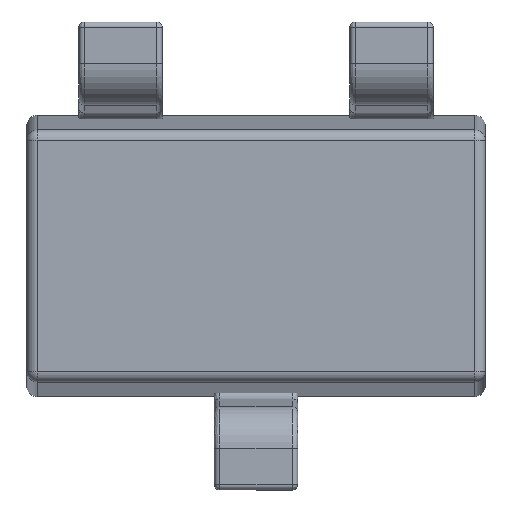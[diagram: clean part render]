
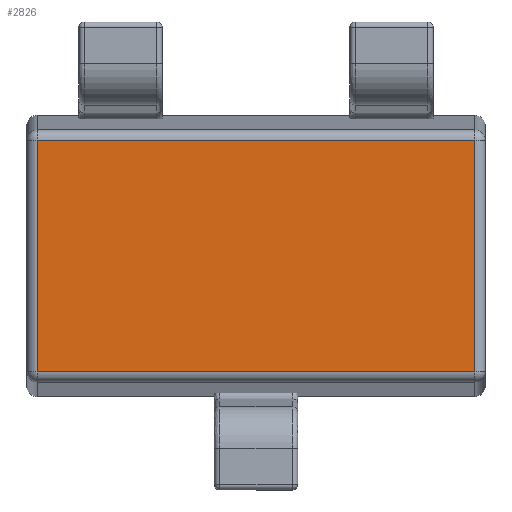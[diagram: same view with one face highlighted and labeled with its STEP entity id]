
A CAD part, front view. The second image highlights one B-rep face of the part: STEP entity #2826.
In plain terms, the highlighted planar face has unit normal (0, -1, 0).
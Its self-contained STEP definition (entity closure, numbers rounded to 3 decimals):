
#17 = VECTOR ( 'NONE', #2399, 1000. ) ;
#147 = EDGE_LOOP ( 'NONE', ( #694, #696, #1087, #697 ) ) ;
#187 = VECTOR ( 'NONE', #2463, 1000. ) ;
#384 = AXIS2_PLACEMENT_3D ( 'NONE', #3370, #3376, #3377 ) ;
#694 = ORIENTED_EDGE ( 'NONE', *, *, #2699, .T. ) ;
#696 = ORIENTED_EDGE ( 'NONE', *, *, #2702, .T. ) ;
#697 = ORIENTED_EDGE ( 'NONE', *, *, #2716, .T. ) ;
#827 = VERTEX_POINT ( 'NONE', #2206 ) ;
#852 = VERTEX_POINT ( 'NONE', #2231 ) ;
#861 = VERTEX_POINT ( 'NONE', #2240 ) ;
#869 = VERTEX_POINT ( 'NONE', #2248 ) ;
#1087 = ORIENTED_EDGE ( 'NONE', *, *, #2737, .T. ) ;
#1203 = VECTOR ( 'NONE', #2357, 1000. ) ;
#1216 = VECTOR ( 'NONE', #2350, 1000. ) ;
#2206 = CARTESIAN_POINT ( 'NONE',  ( 1.05, 0.1, 0.555 ) ) ;
#2231 = CARTESIAN_POINT ( 'NONE',  ( 1.05, 0.1, -0.555 ) ) ;
#2240 = CARTESIAN_POINT ( 'NONE',  ( -1.05, 0.1, -0.555 ) ) ;
#2248 = CARTESIAN_POINT ( 'NONE',  ( -1.05, 0.1, 0.555 ) ) ;
#2342 = LINE ( 'NONE', #2348, #1216 ) ;
#2346 = CARTESIAN_POINT ( 'NONE',  ( 1.05, 0.1, -0.6 ) ) ;
#2348 = CARTESIAN_POINT ( 'NONE',  ( 1.1, 0.1, -0.555 ) ) ;
#2349 = LINE ( 'NONE', #2346, #1203 ) ;
#2350 = DIRECTION ( 'NONE',  ( 1., 0., 0. ) ) ;
#2357 = DIRECTION ( 'NONE',  ( 0., 0., 1. ) ) ;
#2388 = CARTESIAN_POINT ( 'NONE',  ( -1.05, 0.1, -0.6 ) ) ;
#2395 = LINE ( 'NONE', #2388, #17 ) ;
#2399 = DIRECTION ( 'NONE',  ( 0., 0., -1. ) ) ;
#2454 = CARTESIAN_POINT ( 'NONE',  ( 1.1, 0.1, 0.555 ) ) ;
#2459 = LINE ( 'NONE', #2454, #187 ) ;
#2463 = DIRECTION ( 'NONE',  ( -1., 0., 0. ) ) ;
#2699 = EDGE_CURVE ( 'NONE', #861, #852, #2342, .T. ) ;
#2702 = EDGE_CURVE ( 'NONE', #852, #827, #2349, .T. ) ;
#2716 = EDGE_CURVE ( 'NONE', #869, #861, #2395, .T. ) ;
#2737 = EDGE_CURVE ( 'NONE', #827, #869, #2459, .T. ) ;
#2826 = ADVANCED_FACE ( 'NONE', ( #3374 ), #3368, .F. ) ;
#3368 = PLANE ( 'NONE',  #384 ) ;
#3370 = CARTESIAN_POINT ( 'NONE',  ( 1.1, 0.1, -0.6 ) ) ;
#3374 = FACE_OUTER_BOUND ( 'NONE', #147, .T. ) ;
#3376 = DIRECTION ( 'NONE',  ( 0., 1., 0. ) ) ;
#3377 = DIRECTION ( 'NONE',  ( 0., 0., 1. ) ) ;
